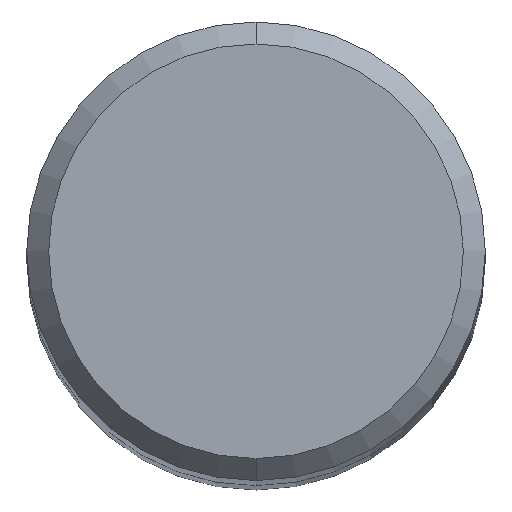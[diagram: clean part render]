
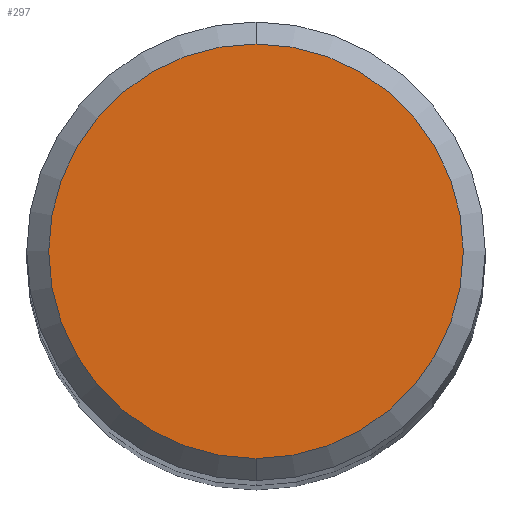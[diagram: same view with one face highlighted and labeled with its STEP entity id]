
A CAD part, top view. The second image highlights one B-rep face of the part: STEP entity #297.
In plain terms, the highlighted planar face has unit normal (0, 0, 1).
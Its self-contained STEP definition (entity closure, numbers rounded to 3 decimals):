
#197=VERTEX_POINT('',#476);
#239=EDGE_CURVE('',#283,#197,#522,.T.);
#283=VERTEX_POINT('',#570);
#297=ADVANCED_FACE('',(#586),#587,.T.);
#319=EDGE_CURVE('',#197,#283,#611,.T.);
#476=CARTESIAN_POINT('',(0.0,5.65,0.0));
#522=CIRCLE('',#898,5.65);
#570=CARTESIAN_POINT('',(0.,-5.65,0.0));
#586=FACE_OUTER_BOUND('',#1010,.T.);
#587=PLANE('',#1011);
#611=CIRCLE('',#1046,5.65);
#898=AXIS2_PLACEMENT_3D('',#1477,#1478,#1479);
#1010=EDGE_LOOP('',(#1542,#1543));
#1011=AXIS2_PLACEMENT_3D('',#1544,#1545,#1546);
#1046=AXIS2_PLACEMENT_3D('',#1571,#1572,#1573);
#1477=CARTESIAN_POINT('',(0.0,0.0,0.0));
#1478=DIRECTION('',(0.0,0.0,-1.0));
#1479=DIRECTION('',(0.0,1.0,0.0));
#1542=ORIENTED_EDGE('',*,*,#319,.F.);
#1543=ORIENTED_EDGE('',*,*,#239,.F.);
#1544=CARTESIAN_POINT('',(0.0,2.825,0.0));
#1545=DIRECTION('',(-0.0,0.0,1.0));
#1546=DIRECTION('',(0.0,-1.0,0.0));
#1571=CARTESIAN_POINT('',(0.0,0.0,0.0));
#1572=DIRECTION('',(0.0,0.0,-1.0));
#1573=DIRECTION('',(0.0,1.0,0.0));
